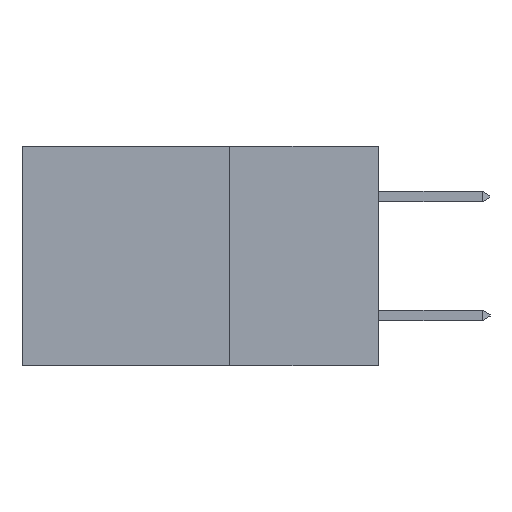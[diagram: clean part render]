
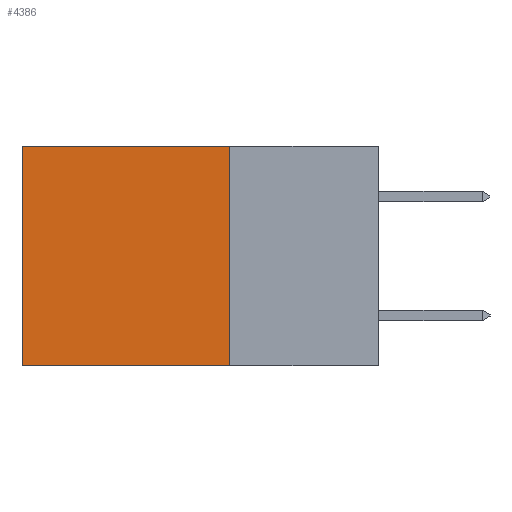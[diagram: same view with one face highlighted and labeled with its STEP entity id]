
A CAD part, left-side view. The second image highlights one B-rep face of the part: STEP entity #4386.
In plain terms, the highlighted planar face has unit normal (-1, 0, 0).
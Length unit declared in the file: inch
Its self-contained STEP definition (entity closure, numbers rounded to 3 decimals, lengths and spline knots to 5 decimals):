
#935 = DIRECTION ( 'NONE',  ( 0., 0., -1. ) ) ;
#1400 = CARTESIAN_POINT ( 'NONE',  ( 0.2615, 0.25, 0. ) ) ;
#1653 = CARTESIAN_POINT ( 'NONE',  ( 0.2615, 0.25, -0.37 ) ) ;
#2077 = EDGE_LOOP ( 'NONE', ( #3852, #3301, #5157, #9305 ) ) ;
#2141 = VERTEX_POINT ( 'NONE', #8174 ) ;
#2414 = EDGE_CURVE ( 'NONE', #11354, #2141, #6534, .T. ) ;
#2692 = DIRECTION ( 'NONE',  ( 0., 1., 0. ) ) ;
#3061 = LINE ( 'NONE', #3936, #5075 ) ;
#3156 = VECTOR ( 'NONE', #11573, 39.37008 ) ;
#3248 = VERTEX_POINT ( 'NONE', #12776 ) ;
#3251 = VERTEX_POINT ( 'NONE', #12125 ) ;
#3301 = ORIENTED_EDGE ( 'NONE', *, *, #10621, .F. ) ;
#3852 = ORIENTED_EDGE ( 'NONE', *, *, #6069, .T. ) ;
#3936 = CARTESIAN_POINT ( 'NONE',  ( 0.2615, 0.25, -0.37 ) ) ;
#4198 = VECTOR ( 'NONE', #2692, 39.37008 ) ;
#4244 = AXIS2_PLACEMENT_3D ( 'NONE', #7597, #7242, #7208 ) ;
#4386 = ADVANCED_FACE ( 'NONE', ( #9855 ), #7257, .F. ) ;
#4671 = CARTESIAN_POINT ( 'NONE',  ( 0.2615, 0.6, -0.37 ) ) ;
#5075 = VECTOR ( 'NONE', #935, 39.37008 ) ;
#5157 = ORIENTED_EDGE ( 'NONE', *, *, #12284, .F. ) ;
#5484 = LINE ( 'NONE', #4671, #3156 ) ;
#6069 = EDGE_CURVE ( 'NONE', #2141, #3251, #5484, .T. ) ;
#6534 = LINE ( 'NONE', #11256, #11811 ) ;
#7208 = DIRECTION ( 'NONE',  ( 0., 0., -1. ) ) ;
#7242 = DIRECTION ( 'NONE',  ( 1., 0., 0. ) ) ;
#7257 = PLANE ( 'NONE',  #4244 ) ;
#7597 = CARTESIAN_POINT ( 'NONE',  ( 0.2615, 0.25, -0.37 ) ) ;
#8174 = CARTESIAN_POINT ( 'NONE',  ( 0.2615, 0.6, 0. ) ) ;
#9305 = ORIENTED_EDGE ( 'NONE', *, *, #2414, .T. ) ;
#9451 = LINE ( 'NONE', #1653, #4198 ) ;
#9855 = FACE_OUTER_BOUND ( 'NONE', #2077, .T. ) ;
#10581 = DIRECTION ( 'NONE',  ( 0., 1., 0. ) ) ;
#10621 = EDGE_CURVE ( 'NONE', #3248, #3251, #9451, .T. ) ;
#11256 = CARTESIAN_POINT ( 'NONE',  ( 0.2615, 0.25, 0. ) ) ;
#11354 = VERTEX_POINT ( 'NONE', #1400 ) ;
#11573 = DIRECTION ( 'NONE',  ( 0., 0., -1. ) ) ;
#11811 = VECTOR ( 'NONE', #10581, 39.37008 ) ;
#12125 = CARTESIAN_POINT ( 'NONE',  ( 0.2615, 0.6, -0.37 ) ) ;
#12284 = EDGE_CURVE ( 'NONE', #11354, #3248, #3061, .T. ) ;
#12776 = CARTESIAN_POINT ( 'NONE',  ( 0.2615, 0.25, -0.37 ) ) ;
